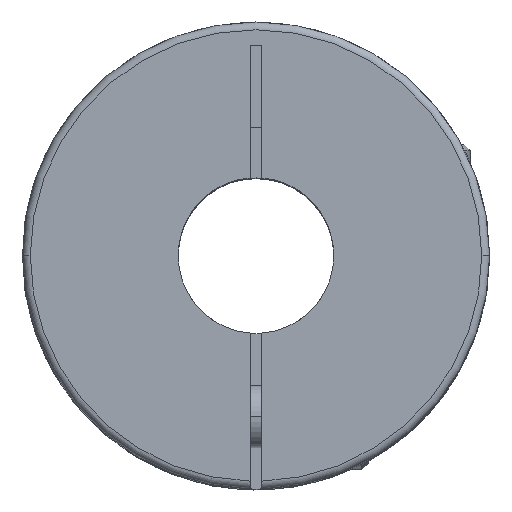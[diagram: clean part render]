
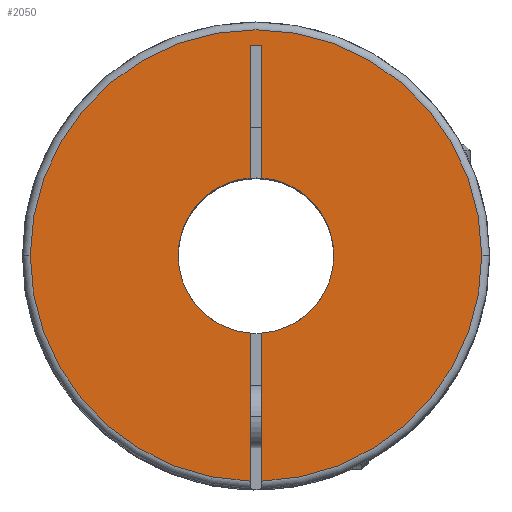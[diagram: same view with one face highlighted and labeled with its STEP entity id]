
A CAD part, top view. The second image highlights one B-rep face of the part: STEP entity #2050.
In plain terms, the highlighted planar face has unit normal (0, 0, 1).
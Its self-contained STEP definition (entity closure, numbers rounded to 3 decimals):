
#2 = DIRECTION ( 'NONE',  ( 0., -1., 0. ) ) ;
#100 = EDGE_CURVE ( 'NONE', #3324, #2443, #1721, .T. ) ;
#103 = EDGE_CURVE ( 'NONE', #3382, #1179, #3972, .T. ) ;
#159 = EDGE_CURVE ( 'NONE', #460, #3710, #2304, .T. ) ;
#253 = VERTEX_POINT ( 'NONE', #2727 ) ;
#260 = LINE ( 'NONE', #1578, #1408 ) ;
#266 = LINE ( 'NONE', #3417, #3001 ) ;
#298 = EDGE_CURVE ( 'NONE', #253, #3448, #266, .T. ) ;
#458 = EDGE_CURVE ( 'NONE', #2443, #3958, #1147, .T. ) ;
#460 = VERTEX_POINT ( 'NONE', #2592 ) ;
#482 = CARTESIAN_POINT ( 'NONE',  ( 0.75, 27., 0. ) ) ;
#489 = DIRECTION ( 'NONE',  ( 0., 1., 0. ) ) ;
#558 = DIRECTION ( 'NONE',  ( -1., 0., 0. ) ) ;
#660 = CARTESIAN_POINT ( 'NONE',  ( 29., 0., 0. ) ) ;
#663 = ORIENTED_EDGE ( 'NONE', *, *, #2790, .F. ) ;
#688 = AXIS2_PLACEMENT_3D ( 'NONE', #3841, #1940, #735 ) ;
#735 = DIRECTION ( 'NONE',  ( -1., 0., 0. ) ) ;
#737 = DIRECTION ( 'NONE',  ( 0., 0., -1. ) ) ;
#827 = ORIENTED_EDGE ( 'NONE', *, *, #103, .T. ) ;
#916 = FACE_OUTER_BOUND ( 'NONE', #2435, .T. ) ;
#947 = CARTESIAN_POINT ( 'NONE',  ( 0.75, 27., 0. ) ) ;
#955 = VECTOR ( 'NONE', #3581, 1000. ) ;
#975 = EDGE_CURVE ( 'NONE', #3710, #3448, #2941, .T. ) ;
#997 = EDGE_CURVE ( 'NONE', #3449, #253, #3709, .T. ) ;
#998 = EDGE_CURVE ( 'NONE', #3382, #3449, #260, .T. ) ;
#1129 = ORIENTED_EDGE ( 'NONE', *, *, #975, .T. ) ;
#1147 = CIRCLE ( 'NONE', #3917, 29. ) ;
#1179 = VERTEX_POINT ( 'NONE', #2752 ) ;
#1218 = DIRECTION ( 'NONE',  ( 0., 0., -1. ) ) ;
#1252 = ORIENTED_EDGE ( 'NONE', *, *, #2476, .F. ) ;
#1356 = AXIS2_PLACEMENT_3D ( 'NONE', #2141, #2765, #2 ) ;
#1401 = CARTESIAN_POINT ( 'NONE',  ( 0., 0., 0. ) ) ;
#1408 = VECTOR ( 'NONE', #1500, 1000. ) ;
#1413 = ORIENTED_EDGE ( 'NONE', *, *, #997, .F. ) ;
#1415 = ORIENTED_EDGE ( 'NONE', *, *, #1430, .F. ) ;
#1430 = EDGE_CURVE ( 'NONE', #3958, #1179, #3605, .T. ) ;
#1500 = DIRECTION ( 'NONE',  ( 0., 1., 0. ) ) ;
#1542 = PLANE ( 'NONE',  #1356 ) ;
#1578 = CARTESIAN_POINT ( 'NONE',  ( 0.75, -30., 0. ) ) ;
#1721 = CIRCLE ( 'NONE', #2935, 29. ) ;
#1801 = VECTOR ( 'NONE', #489, 1000. ) ;
#1884 = DIRECTION ( 'NONE',  ( -1., 0., 0. ) ) ;
#1931 = CARTESIAN_POINT ( 'NONE',  ( -29., 0., 0. ) ) ;
#1940 = DIRECTION ( 'NONE',  ( 0., 0., -1. ) ) ;
#1995 = DIRECTION ( 'NONE',  ( -1., 0., 0. ) ) ;
#2050 = ADVANCED_FACE ( 'NONE', ( #916 ), #1542, .F. ) ;
#2069 = AXIS2_PLACEMENT_3D ( 'NONE', #3325, #2209, #558 ) ;
#2141 = CARTESIAN_POINT ( 'NONE',  ( 0., 0., 0. ) ) ;
#2209 = DIRECTION ( 'NONE',  ( 0., 0., -1. ) ) ;
#2270 = DIRECTION ( 'NONE',  ( -1., 0., 0. ) ) ;
#2304 = CIRCLE ( 'NONE', #3456, 10. ) ;
#2353 = CARTESIAN_POINT ( 'NONE',  ( -0.75, 27., 0. ) ) ;
#2435 = EDGE_LOOP ( 'NONE', ( #1252, #663, #3349, #1129, #3222, #1413, #3587, #827, #1415, #2820, #3518 ) ) ;
#2443 = VERTEX_POINT ( 'NONE', #660 ) ;
#2476 = EDGE_CURVE ( 'NONE', #3320, #3324, #3416, .T. ) ;
#2592 = CARTESIAN_POINT ( 'NONE',  ( -0.75, -9.972, 0. ) ) ;
#2727 = CARTESIAN_POINT ( 'NONE',  ( -0.75, 27., 0. ) ) ;
#2732 = CARTESIAN_POINT ( 'NONE',  ( 0.75, -28.99, 0. ) ) ;
#2752 = CARTESIAN_POINT ( 'NONE',  ( 0.75, -9.972, 0. ) ) ;
#2765 = DIRECTION ( 'NONE',  ( 0., 0., -1. ) ) ;
#2790 = EDGE_CURVE ( 'NONE', #460, #3320, #3887, .T. ) ;
#2800 = CARTESIAN_POINT ( 'NONE',  ( -0.75, -28.99, 0. ) ) ;
#2820 = ORIENTED_EDGE ( 'NONE', *, *, #458, .F. ) ;
#2837 = CARTESIAN_POINT ( 'NONE',  ( -10., 0., 0. ) ) ;
#2912 = CARTESIAN_POINT ( 'NONE',  ( 0., 0., 0. ) ) ;
#2928 = CARTESIAN_POINT ( 'NONE',  ( 0.75, -30., 0. ) ) ;
#2935 = AXIS2_PLACEMENT_3D ( 'NONE', #2912, #3497, #2270 ) ;
#2941 = CIRCLE ( 'NONE', #2945, 10. ) ;
#2945 = AXIS2_PLACEMENT_3D ( 'NONE', #4001, #1218, #3408 ) ;
#2948 = DIRECTION ( 'NONE',  ( 0., 0., -1. ) ) ;
#3001 = VECTOR ( 'NONE', #3681, 1000. ) ;
#3222 = ORIENTED_EDGE ( 'NONE', *, *, #298, .F. ) ;
#3230 = DIRECTION ( 'NONE',  ( -1., 0., 0. ) ) ;
#3242 = CARTESIAN_POINT ( 'NONE',  ( -0.75, 9.972, 0. ) ) ;
#3320 = VERTEX_POINT ( 'NONE', #2800 ) ;
#3324 = VERTEX_POINT ( 'NONE', #1931 ) ;
#3325 = CARTESIAN_POINT ( 'NONE',  ( 0., 0., 0. ) ) ;
#3333 = CARTESIAN_POINT ( 'NONE',  ( 0., 0., 0. ) ) ;
#3349 = ORIENTED_EDGE ( 'NONE', *, *, #159, .T. ) ;
#3382 = VERTEX_POINT ( 'NONE', #3895 ) ;
#3408 = DIRECTION ( 'NONE',  ( -1., 0., 0. ) ) ;
#3416 = CIRCLE ( 'NONE', #2069, 29. ) ;
#3417 = CARTESIAN_POINT ( 'NONE',  ( -0.75, 27., 0. ) ) ;
#3448 = VERTEX_POINT ( 'NONE', #3242 ) ;
#3449 = VERTEX_POINT ( 'NONE', #482 ) ;
#3456 = AXIS2_PLACEMENT_3D ( 'NONE', #1401, #2948, #3230 ) ;
#3497 = DIRECTION ( 'NONE',  ( 0., 0., -1. ) ) ;
#3518 = ORIENTED_EDGE ( 'NONE', *, *, #100, .F. ) ;
#3528 = VECTOR ( 'NONE', #1884, 1000. ) ;
#3581 = DIRECTION ( 'NONE',  ( 0., -1., 0. ) ) ;
#3587 = ORIENTED_EDGE ( 'NONE', *, *, #998, .F. ) ;
#3605 = LINE ( 'NONE', #2928, #1801 ) ;
#3681 = DIRECTION ( 'NONE',  ( 0., -1., 0. ) ) ;
#3709 = LINE ( 'NONE', #947, #3528 ) ;
#3710 = VERTEX_POINT ( 'NONE', #2837 ) ;
#3841 = CARTESIAN_POINT ( 'NONE',  ( 0., 0., 0. ) ) ;
#3887 = LINE ( 'NONE', #2353, #955 ) ;
#3895 = CARTESIAN_POINT ( 'NONE',  ( 0.75, 9.972, 0. ) ) ;
#3917 = AXIS2_PLACEMENT_3D ( 'NONE', #3333, #737, #1995 ) ;
#3958 = VERTEX_POINT ( 'NONE', #2732 ) ;
#3972 = CIRCLE ( 'NONE', #688, 10. ) ;
#4001 = CARTESIAN_POINT ( 'NONE',  ( 0., 0., 0. ) ) ;
